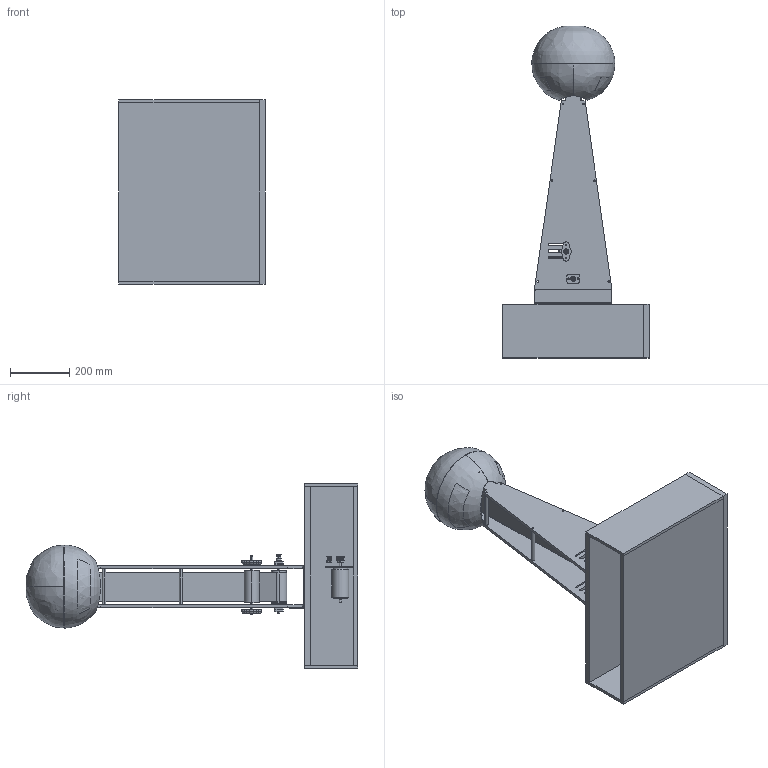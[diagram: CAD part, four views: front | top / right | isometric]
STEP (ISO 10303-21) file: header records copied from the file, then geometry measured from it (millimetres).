
FILE_DESCRIPTION (( 'STEP AP203' ), '1' );
FILE_NAME ('Bandgenerator_ASS.STEP', '2023-01-09T09:00:14', ( '' ), ( '' ), 'SwSTEP 2.0', 'SolidWorks 2021', '' );
FILE_SCHEMA (( 'CONFIG_CONTROL_DESIGN' ));
Length unit declared in the file: millimetre
Products named in the file (34): GT2 Timing Pulley 20T 10mm - Bore_8mm.step; Riemen1-2^Baugr3_Bandgenerator_ASS; SKF_608_11; HousingMitKugellager; M4x0.7X4mm - flat-tip Set screw.step; SKF_608; Baugr1; Fundament; GT2 Timing Pulley 40T 10mm - Bore_8mm.step; HousingKugellagerDeckel_Metall; Seitenteil_lang; Platte; Kunststoffstab; Teil1^Baugr1; SKF_608_19; Träger_Collector; Rolle_50mm_110mm; Box_Seitenteil; Motor_ASS; GT2 Timing Pulley 20T 10mm - Hole_8mm.step; Bandgenerator_ASS; SKF_608_21; Welle_8mm; DC_Motor_CPB_I; Kugellager_Metall_ASS; Teil2^Baugr1; Box_unten; HousingKugellagerDeckel; Baugr3^Bandgenerator_ASS; Platte16mm; Motor_Konsole; BLANDA_BLANK_IKEA_28cm_mit_Loch_OK; BLANDA_BLANK_IKEA_28cm
Assembly tree (59 placements, depth 5):
  Teil1^Baugr1
  Bandgenerator_ASS
    Box_unten
      Platte
      Box_Seitenteil  x2
      Seitenteil_lang
      Platte16mm
    Baugr3^Bandgenerator_ASS
      Träger_Collector  x2
      Welle_8mm  x4
      Fundament
      Kunststoffstab  x3
      HousingMitKugellager  x2
        SKF_608
          SKF_608_11  x7
          SKF_608_19
          SKF_608_21
        HousingKugellagerDeckel
      Riemen1-2^Baugr3_Bandgenerator_ASS
      Kugellager_Metall_ASS  x6
        HousingKugellagerDeckel_Metall
        SKF_608
          SKF_608_11  x7
          SKF_608_19
          SKF_608_21
      Rolle_50mm_110mm  x3
      GT2 Timing Pulley 20T 10mm - Bore_8mm.step
        M4x0.7X4mm - flat-tip Set screw.step  x2
        GT2 Timing Pulley 20T 10mm - Hole_8mm.step
    Baugr1
      BLANDA_BLANK_IKEA_28cm
      BLANDA_BLANK_IKEA_28cm_mit_Loch_OK
      Teil2^Baugr1
    Motor_ASS
      DC_Motor_CPB_I
      Motor_Konsole
      GT2 Timing Pulley 20T 10mm - Bore_8mm.step
        M4x0.7X4mm - flat-tip Set screw.step  x2
        GT2 Timing Pulley 20T 10mm - Hole_8mm.step
      GT2 Timing Pulley 40T 10mm - Bore_8mm.step
        M4x0.7X4mm - flat-tip Set screw.step  x2
        GT2 Timing Pulley 40T 10mm - Bore_8mm.step
Bounding box: 494 x 1120.05 x 623 mm (x, y, z)
Volume: 18473173.7 mm3; surface area: 3651517.1 mm2
Topology: 123 solids, 123 shells, 2472 faces, 6599 edges, 4164 vertices
Faces by surface type: cylinder 1322, plane 608, torus 254, cone 140, sphere 112, bspline 36
Entity records: 45713 total; most frequent: CARTESIAN_POINT 10295, DIRECTION 7284, ORIENTED_EDGE 6284, EDGE_CURVE 3142, AXIS2_PLACEMENT_3D 3041, VERTEX_POINT 2029, CIRCLE 1807, EDGE_LOOP 1305
